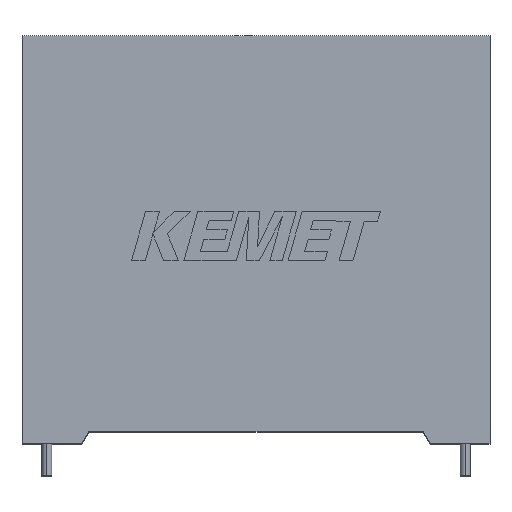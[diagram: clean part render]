
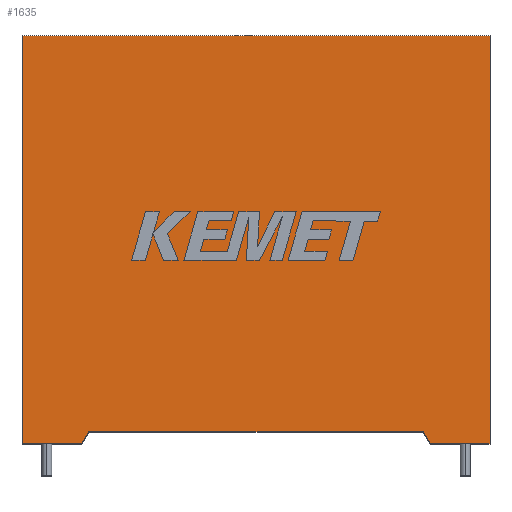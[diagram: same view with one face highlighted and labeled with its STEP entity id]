
A CAD part, top view. The second image highlights one B-rep face of the part: STEP entity #1635.
In plain terms, the highlighted planar face has unit normal (0, 0, 1).
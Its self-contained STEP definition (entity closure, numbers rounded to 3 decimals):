
#167 = DIRECTION ( 'NONE',  ( 0., 0., -1. ) ) ;
#195 = CARTESIAN_POINT ( 'NONE',  ( 8.4, 1.505, 36.2 ) ) ;
#207 = LINE ( 'NONE', #2090, #705 ) ;
#272 = LINE ( 'NONE', #2067, #2776 ) ;
#278 = EDGE_CURVE ( 'NONE', #301, #2209, #272, .T. ) ;
#292 = VECTOR ( 'NONE', #1901, 1000. ) ;
#301 = VERTEX_POINT ( 'NONE', #2574 ) ;
#341 = CARTESIAN_POINT ( 'NONE',  ( 8.4, 1.505, 36.2 ) ) ;
#375 = ORIENTED_EDGE ( 'NONE', *, *, #1998, .T. ) ;
#384 = EDGE_CURVE ( 'NONE', #2094, #2452, #1480, .T. ) ;
#394 = PLANE ( 'NONE',  #1181 ) ;
#609 = CARTESIAN_POINT ( 'NONE',  ( 0., 51.2, 36.2 ) ) ;
#640 = DIRECTION ( 'NONE',  ( 1., 0., 0. ) ) ;
#696 = VERTEX_POINT ( 'NONE', #1490 ) ;
#705 = VECTOR ( 'NONE', #1873, 1000. ) ;
#731 = ORIENTED_EDGE ( 'NONE', *, *, #868, .T. ) ;
#868 = EDGE_CURVE ( 'NONE', #1756, #1506, #1103, .T. ) ;
#871 = FACE_OUTER_BOUND ( 'NONE', #1064, .T. ) ;
#887 = ORIENTED_EDGE ( 'NONE', *, *, #278, .T. ) ;
#895 = LINE ( 'NONE', #2288, #1763 ) ;
#938 = LINE ( 'NONE', #2997, #2643 ) ;
#956 = VECTOR ( 'NONE', #2101, 1000. ) ;
#1054 = LINE ( 'NONE', #195, #292 ) ;
#1064 = EDGE_LOOP ( 'NONE', ( #2681, #1592, #3067, #1551, #731, #375, #887, #2880 ) ) ;
#1103 = LINE ( 'NONE', #609, #2422 ) ;
#1181 = AXIS2_PLACEMENT_3D ( 'NONE', #1889, #167, #2589 ) ;
#1303 = DIRECTION ( 'NONE',  ( -1., 0., 0. ) ) ;
#1304 = CARTESIAN_POINT ( 'NONE',  ( 7.5, 0., 36.2 ) ) ;
#1339 = CARTESIAN_POINT ( 'NONE',  ( 50.3, 1.505, 36.2 ) ) ;
#1426 = CARTESIAN_POINT ( 'NONE',  ( 50.3, 1.505, 36.2 ) ) ;
#1480 = LINE ( 'NONE', #1339, #956 ) ;
#1490 = CARTESIAN_POINT ( 'NONE',  ( 58.7, 0., 36.2 ) ) ;
#1506 = VERTEX_POINT ( 'NONE', #2531 ) ;
#1551 = ORIENTED_EDGE ( 'NONE', *, *, #2485, .T. ) ;
#1592 = ORIENTED_EDGE ( 'NONE', *, *, #384, .T. ) ;
#1635 = ADVANCED_FACE ( 'NONE', ( #871 ), #394, .F. ) ;
#1756 = VERTEX_POINT ( 'NONE', #2392 ) ;
#1763 = VECTOR ( 'NONE', #1980, 1000. ) ;
#1837 = LINE ( 'NONE', #2626, #3007 ) ;
#1846 = EDGE_CURVE ( 'NONE', #1950, #2209, #1054, .T. ) ;
#1873 = DIRECTION ( 'NONE',  ( -1., 0., 0. ) ) ;
#1889 = CARTESIAN_POINT ( 'NONE',  ( 0., 0., 36.2 ) ) ;
#1901 = DIRECTION ( 'NONE',  ( -0.513, -0.858, 0. ) ) ;
#1950 = VERTEX_POINT ( 'NONE', #341 ) ;
#1980 = DIRECTION ( 'NONE',  ( 0., 1., 0. ) ) ;
#1998 = EDGE_CURVE ( 'NONE', #1506, #301, #938, .T. ) ;
#2039 = DIRECTION ( 'NONE',  ( 0., -1., 0. ) ) ;
#2067 = CARTESIAN_POINT ( 'NONE',  ( 0., 0., 36.2 ) ) ;
#2090 = CARTESIAN_POINT ( 'NONE',  ( 29.35, 1.505, 36.2 ) ) ;
#2094 = VERTEX_POINT ( 'NONE', #1426 ) ;
#2101 = DIRECTION ( 'NONE',  ( 0.513, -0.858, 0. ) ) ;
#2150 = DIRECTION ( 'NONE',  ( 1., 0., 0. ) ) ;
#2209 = VERTEX_POINT ( 'NONE', #1304 ) ;
#2288 = CARTESIAN_POINT ( 'NONE',  ( 58.7, 0., 36.2 ) ) ;
#2392 = CARTESIAN_POINT ( 'NONE',  ( 58.7, 51.2, 36.2 ) ) ;
#2422 = VECTOR ( 'NONE', #1303, 1000. ) ;
#2452 = VERTEX_POINT ( 'NONE', #3010 ) ;
#2485 = EDGE_CURVE ( 'NONE', #696, #1756, #895, .T. ) ;
#2531 = CARTESIAN_POINT ( 'NONE',  ( 0., 51.2, 36.2 ) ) ;
#2574 = CARTESIAN_POINT ( 'NONE',  ( 0., 0., 36.2 ) ) ;
#2589 = DIRECTION ( 'NONE',  ( -1., 0., 0. ) ) ;
#2626 = CARTESIAN_POINT ( 'NONE',  ( 0., 0., 36.2 ) ) ;
#2643 = VECTOR ( 'NONE', #2039, 1000. ) ;
#2656 = EDGE_CURVE ( 'NONE', #2094, #1950, #207, .T. ) ;
#2681 = ORIENTED_EDGE ( 'NONE', *, *, #2656, .F. ) ;
#2776 = VECTOR ( 'NONE', #640, 1000. ) ;
#2836 = EDGE_CURVE ( 'NONE', #2452, #696, #1837, .T. ) ;
#2880 = ORIENTED_EDGE ( 'NONE', *, *, #1846, .F. ) ;
#2997 = CARTESIAN_POINT ( 'NONE',  ( 0., 0., 36.2 ) ) ;
#3007 = VECTOR ( 'NONE', #2150, 1000. ) ;
#3010 = CARTESIAN_POINT ( 'NONE',  ( 51.2, 0., 36.2 ) ) ;
#3067 = ORIENTED_EDGE ( 'NONE', *, *, #2836, .T. ) ;
